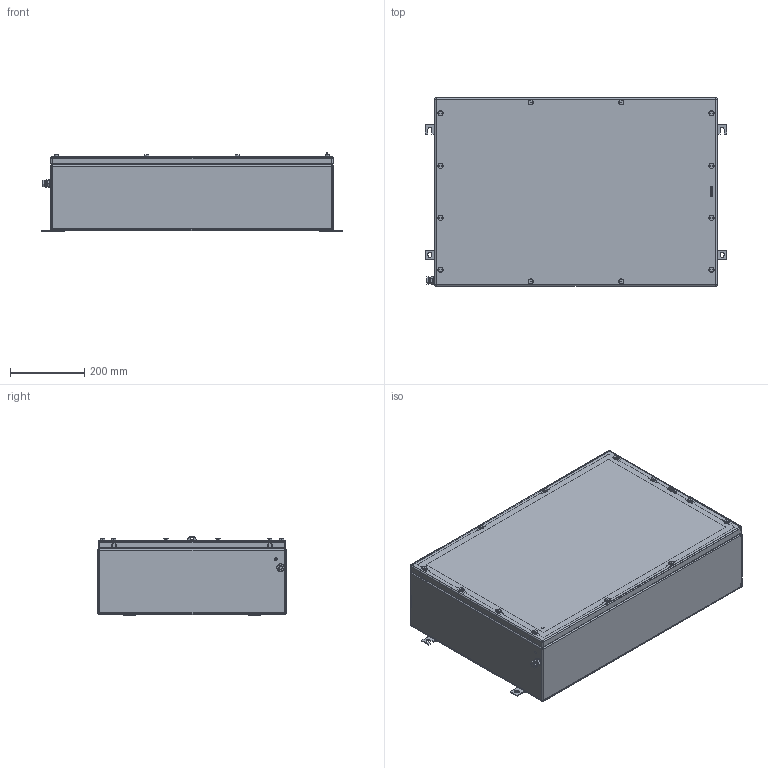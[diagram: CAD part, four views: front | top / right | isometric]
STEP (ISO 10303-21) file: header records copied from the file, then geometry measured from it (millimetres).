
FILE_DESCRIPTION(('CATIA V5 STEP Exchange','CAx-IF Rec.Pracs.--- Model Styling and Organization---1.4--- 2014-01-23'),'2;1');
FILE_NAME ('1157675-13_0_2698080000_2698080000.stp','2020-12-08T10:28:37+00:00',('none'),('Weidmueller'),'CATIA Version 5-6 Release 2016 SP3 HF44','CATIA V5 STEP AP214','none');
FILE_SCHEMA(('AUTOMOTIVE_DESIGN { 1 0 10303 214 1 1 1 1 }'));
Length unit declared in the file: millimetre
Products named in the file (1): 2698080000
Bounding box: 813 x 508 x 214.9 mm (x, y, z)
Volume: 2305879.9 mm3; surface area: 2922976.9 mm2
Topology: 59 solids, 59 shells, 1486 faces, 3674 edges, 2355 vertices
Faces by surface type: plane 893, cylinder 487, cone 62, sphere 24, torus 20
Entity records: 40989 total; most frequent: ORIENTED_EDGE 7264, CARTESIAN_POINT 7212, DIRECTION 5921, EDGE_CURVE 3632, VECTOR 2583, LINE 2583, VERTEX_POINT 2355, AXIS2_PLACEMENT_3D 2189
